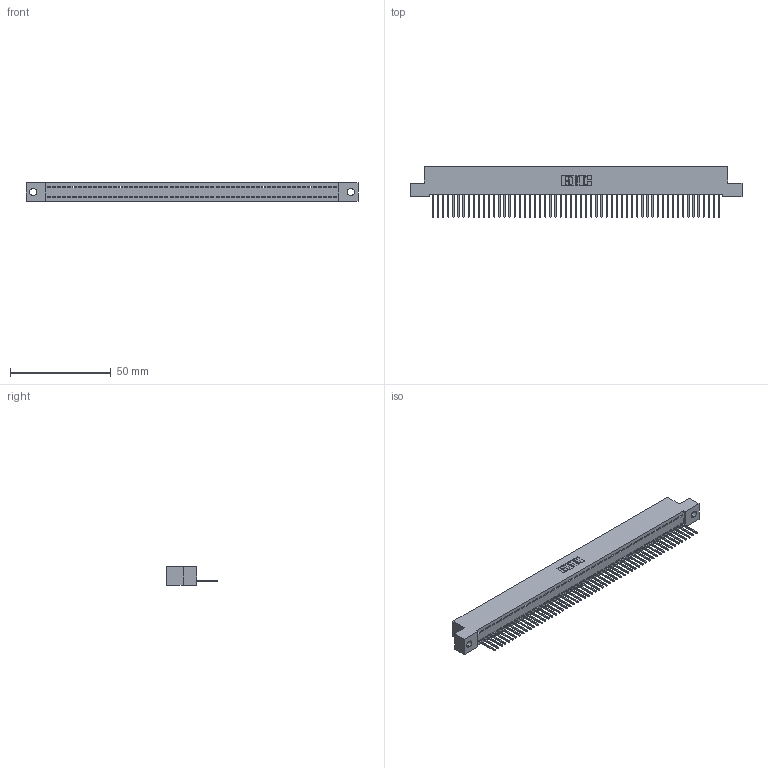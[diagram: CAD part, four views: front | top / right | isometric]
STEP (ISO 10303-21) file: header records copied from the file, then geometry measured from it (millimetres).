
FILE_DESCRIPTION (( 'STEP AP203' ), '1' );
FILE_NAME ('342-057-523-102.STEP', '2018-08-13T04:23:57', ( '' ), ( '' ), 'SwSTEP 2.0', 'SolidWorks 2016', '' );
FILE_SCHEMA (( 'CONFIG_CONTROL_DESIGN' ));
Length unit declared in the file: inch
Products named in the file (3): 342 Part_.128 Slot; 345-292-001_345-293-123; 342-057-523-102
Assembly tree (58 placements, depth 2):
  342-057-523-102
    342 Part_.128 Slot
    345-292-001_345-293-123  x57
Bounding box: 165.1 x 25.15 x 9.4 mm (x, y, z)
Volume: 14457 mm3; surface area: 21323.5 mm2
Topology: 58 solids, 58 shells, 3420 faces, 10343 edges, 6818 vertices
Faces by surface type: plane 2464, cylinder 956
Entity records: 32927 total; most frequent: CARTESIAN_POINT 5685, ORIENTED_EDGE 5678, DIRECTION 4765, EDGE_CURVE 2839, VECTOR 2711, LINE 2711, VERTEX_POINT 1890, AXIS2_PLACEMENT_3D 1027
